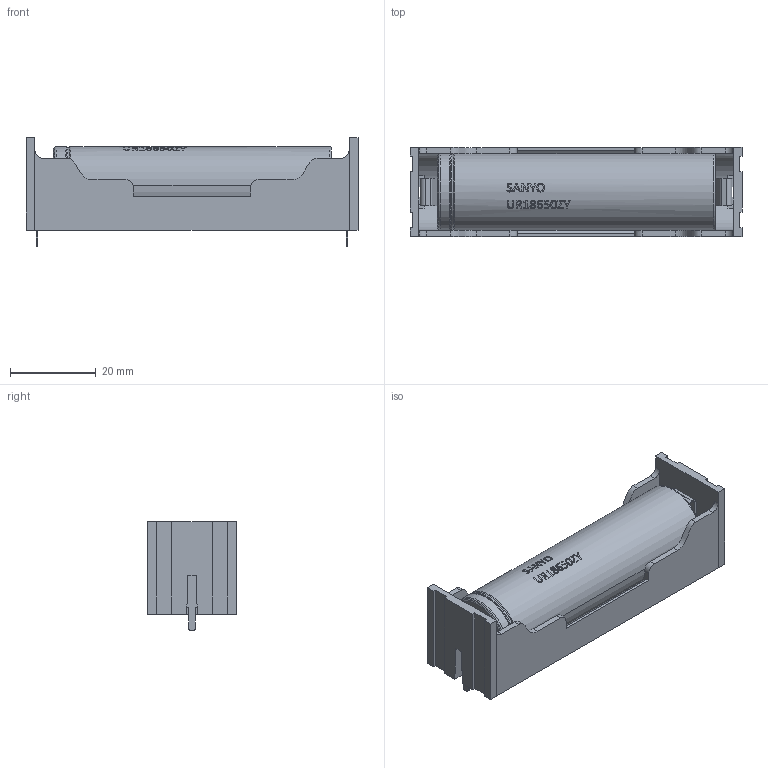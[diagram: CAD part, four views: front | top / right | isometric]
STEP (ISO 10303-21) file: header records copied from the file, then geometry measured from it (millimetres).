
FILE_DESCRIPTION(('FreeCAD Model'),'2;1');
FILE_NAME('X1B_cp.step','2021-12-24T05:28:44',( 'kicad StepUp'),('ksu MCAD'),'Open CASCADE STEP processor 7.3', 'FreeCAD','Unknown');
FILE_SCHEMA(('AUTOMOTIVE_DESIGN { 1 0 10303 214 1 1 1 1 }'));
Length unit declared in the file: millimetre
Products named in the file (1): X1B_cp
Bounding box: 77.65 x 20.8 x 25.48 mm (x, y, z)
Volume: 24518.8 mm3; surface area: 13828.3 mm2
Topology: 5 solids, 6 shells, 545 faces, 1449 edges, 918 vertices
Faces by surface type: plane 213, bspline 196, cylinder 100, torus 32, cone 4
Entity records: 35842 total; most frequent: CARTESIAN_POINT 20070, ORIENTED_EDGE 2898, DIRECTION 1803, EDGE_CURVE 1449, VERTEX_POINT 918, AXIS2_PLACEMENT_3D 622, B_SPLINE_CURVE_WITH_KNOTS 618, FACE_BOUND 569
